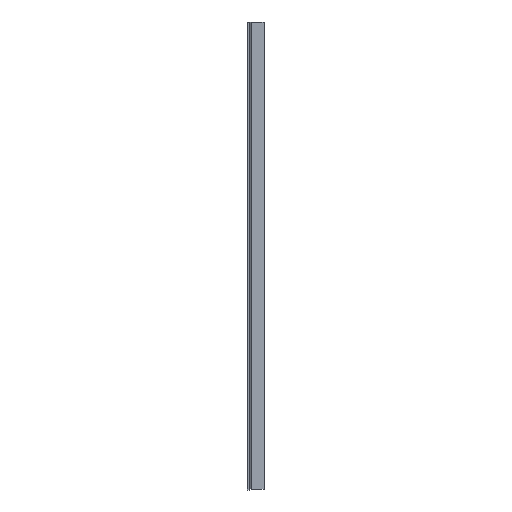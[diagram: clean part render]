
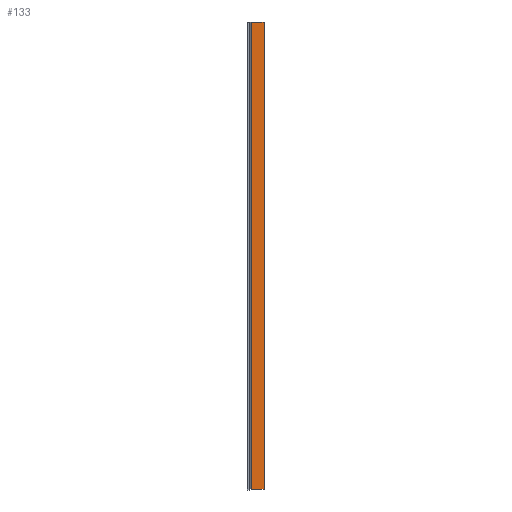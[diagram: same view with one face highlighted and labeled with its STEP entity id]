
A CAD part, left-side view. The second image highlights one B-rep face of the part: STEP entity #133.
In plain terms, the highlighted planar face has unit normal (-1, 0, 0).
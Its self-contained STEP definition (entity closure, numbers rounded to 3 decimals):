
#6 = CARTESIAN_POINT ( 'NONE',  ( -19.4, 5.46, 0. ) ) ;
#133 = ADVANCED_FACE ( 'NONE', ( #407 ), #2171, .T. ) ;
#158 = VECTOR ( 'NONE', #1431, 1000. ) ;
#170 = CARTESIAN_POINT ( 'NONE',  ( -19.4, -48.6, -2000. ) ) ;
#189 = VERTEX_POINT ( 'NONE', #170 ) ;
#214 = VECTOR ( 'NONE', #411, 1000. ) ;
#326 = LINE ( 'NONE', #2464, #158 ) ;
#332 = EDGE_CURVE ( 'NONE', #1014, #1162, #603, .T. ) ;
#397 = EDGE_CURVE ( 'NONE', #1014, #1753, #2524, .T. ) ;
#407 = FACE_OUTER_BOUND ( 'NONE', #1712, .T. ) ;
#411 = DIRECTION ( 'NONE',  ( 0., -1., 0. ) ) ;
#474 = DIRECTION ( 'NONE',  ( 0., -1., 0. ) ) ;
#539 = CARTESIAN_POINT ( 'NONE',  ( -19.4, -48.6, 0. ) ) ;
#603 = LINE ( 'NONE', #2566, #1178 ) ;
#713 = ORIENTED_EDGE ( 'NONE', *, *, #332, .F. ) ;
#779 = DIRECTION ( 'NONE',  ( -1., 0., 0. ) ) ;
#826 = VECTOR ( 'NONE', #1566, 1000. ) ;
#1014 = VERTEX_POINT ( 'NONE', #6 ) ;
#1162 = VERTEX_POINT ( 'NONE', #539 ) ;
#1178 = VECTOR ( 'NONE', #474, 1000. ) ;
#1186 = EDGE_CURVE ( 'NONE', #1753, #189, #1312, .T. ) ;
#1219 = ORIENTED_EDGE ( 'NONE', *, *, #397, .T. ) ;
#1312 = LINE ( 'NONE', #2184, #214 ) ;
#1431 = DIRECTION ( 'NONE',  ( 0., 0., -1. ) ) ;
#1566 = DIRECTION ( 'NONE',  ( 0., 0., -1. ) ) ;
#1712 = EDGE_LOOP ( 'NONE', ( #713, #1219, #1950, #2635 ) ) ;
#1753 = VERTEX_POINT ( 'NONE', #2575 ) ;
#1789 = CARTESIAN_POINT ( 'NONE',  ( -19.4, 5.46, -287.5 ) ) ;
#1950 = ORIENTED_EDGE ( 'NONE', *, *, #1186, .T. ) ;
#2044 = CARTESIAN_POINT ( 'NONE',  ( -19.4, 6.937, -287.5 ) ) ;
#2121 = AXIS2_PLACEMENT_3D ( 'NONE', #2044, #779, #2270 ) ;
#2171 = PLANE ( 'NONE',  #2121 ) ;
#2184 = CARTESIAN_POINT ( 'NONE',  ( -19.4, 5.46, -2000. ) ) ;
#2258 = EDGE_CURVE ( 'NONE', #1162, #189, #326, .T. ) ;
#2270 = DIRECTION ( 'NONE',  ( 0., 0., 1. ) ) ;
#2464 = CARTESIAN_POINT ( 'NONE',  ( -19.4, -48.6, -212.5 ) ) ;
#2524 = LINE ( 'NONE', #1789, #826 ) ;
#2566 = CARTESIAN_POINT ( 'NONE',  ( -19.4, -51.2, 0. ) ) ;
#2575 = CARTESIAN_POINT ( 'NONE',  ( -19.4, 5.46, -2000. ) ) ;
#2635 = ORIENTED_EDGE ( 'NONE', *, *, #2258, .F. ) ;
